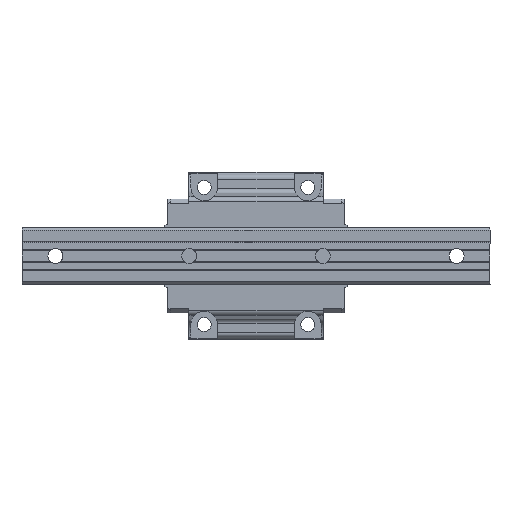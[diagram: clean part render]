
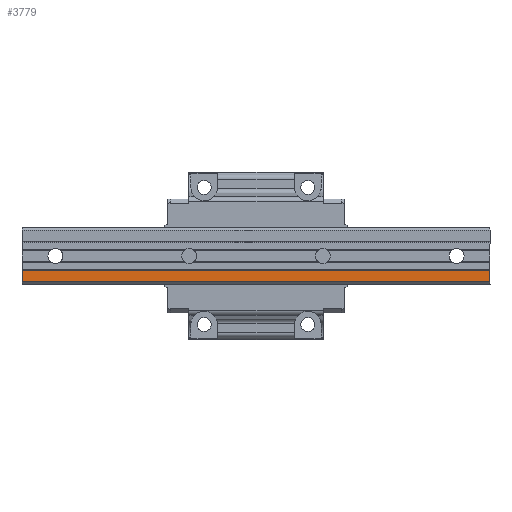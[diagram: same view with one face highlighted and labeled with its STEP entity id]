
A CAD part, front view. The second image highlights one B-rep face of the part: STEP entity #3779.
In plain terms, the highlighted planar face has unit normal (0, -1, 0).
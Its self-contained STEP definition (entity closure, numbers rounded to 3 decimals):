
#560 = CARTESIAN_POINT ( 'NONE',  ( 260., 0., -8.745 ) ) ;
#845 = VERTEX_POINT ( 'NONE', #7628 ) ;
#926 = FACE_OUTER_BOUND ( 'NONE', #11599, .T. ) ;
#942 = VECTOR ( 'NONE', #8105, 1000. ) ;
#1382 = DIRECTION ( 'NONE',  ( -1., 0., 0. ) ) ;
#1914 = CARTESIAN_POINT ( 'NONE',  ( -20., 0., -15.5 ) ) ;
#2161 = VECTOR ( 'NONE', #1382, 1000. ) ;
#2187 = ORIENTED_EDGE ( 'NONE', *, *, #3169, .T. ) ;
#2507 = CARTESIAN_POINT ( 'NONE',  ( 260., 0., 0. ) ) ;
#2611 = EDGE_CURVE ( 'NONE', #6640, #845, #7904, .T. ) ;
#2813 = CARTESIAN_POINT ( 'NONE',  ( -20., 0., -8.745 ) ) ;
#3088 = ORIENTED_EDGE ( 'NONE', *, *, #2611, .F. ) ;
#3169 = EDGE_CURVE ( 'NONE', #6640, #4151, #11725, .T. ) ;
#3779 = ADVANCED_FACE ( 'NONE', ( #926 ), #6488, .T. ) ;
#3814 = CARTESIAN_POINT ( 'NONE',  ( -20., 0., 0. ) ) ;
#4151 = VERTEX_POINT ( 'NONE', #2813 ) ;
#4630 = VECTOR ( 'NONE', #7069, 1000. ) ;
#5197 = LINE ( 'NONE', #3814, #6196 ) ;
#5459 = ORIENTED_EDGE ( 'NONE', *, *, #10710, .T. ) ;
#5531 = CARTESIAN_POINT ( 'NONE',  ( -20., 0., -15.5 ) ) ;
#6018 = CARTESIAN_POINT ( 'NONE',  ( -20., 0., -15.5 ) ) ;
#6196 = VECTOR ( 'NONE', #10157, 1000. ) ;
#6488 = PLANE ( 'NONE',  #8534 ) ;
#6640 = VERTEX_POINT ( 'NONE', #560 ) ;
#7069 = DIRECTION ( 'NONE',  ( 0., 0., -1. ) ) ;
#7280 = DIRECTION ( 'NONE',  ( 0., 0., -1. ) ) ;
#7471 = EDGE_CURVE ( 'NONE', #845, #9326, #10937, .T. ) ;
#7628 = CARTESIAN_POINT ( 'NONE',  ( 260., 0., -15.5 ) ) ;
#7904 = LINE ( 'NONE', #2507, #4630 ) ;
#8105 = DIRECTION ( 'NONE',  ( -1., 0., 0. ) ) ;
#8534 = AXIS2_PLACEMENT_3D ( 'NONE', #5531, #9198, #7280 ) ;
#9198 = DIRECTION ( 'NONE',  ( 0., -1., 0. ) ) ;
#9326 = VERTEX_POINT ( 'NONE', #1914 ) ;
#9982 = CARTESIAN_POINT ( 'NONE',  ( -20., 0., -8.745 ) ) ;
#10157 = DIRECTION ( 'NONE',  ( 0., 0., -1. ) ) ;
#10710 = EDGE_CURVE ( 'NONE', #4151, #9326, #5197, .T. ) ;
#10937 = LINE ( 'NONE', #6018, #2161 ) ;
#11531 = ORIENTED_EDGE ( 'NONE', *, *, #7471, .F. ) ;
#11599 = EDGE_LOOP ( 'NONE', ( #5459, #11531, #3088, #2187 ) ) ;
#11725 = LINE ( 'NONE', #9982, #942 ) ;
